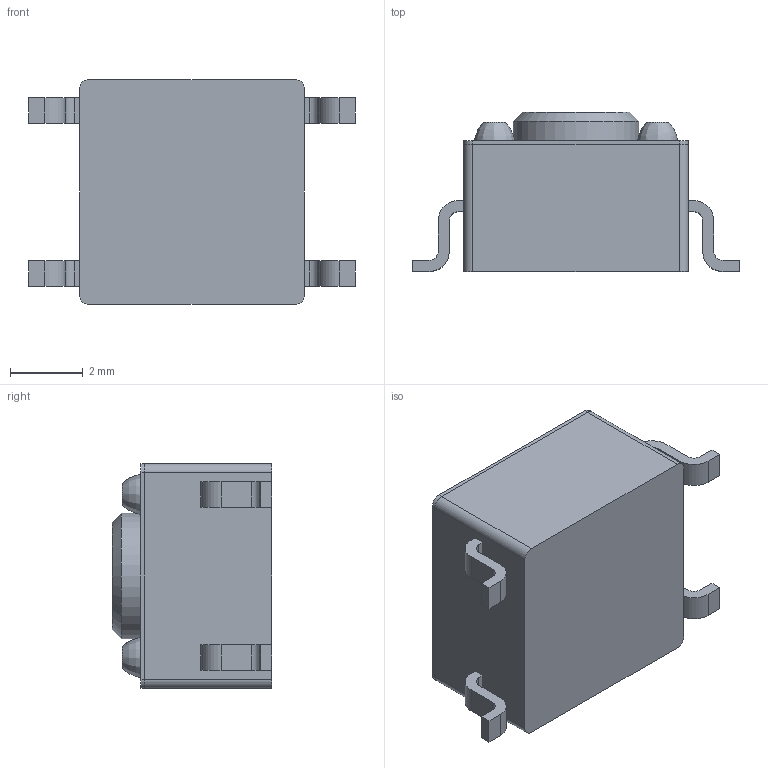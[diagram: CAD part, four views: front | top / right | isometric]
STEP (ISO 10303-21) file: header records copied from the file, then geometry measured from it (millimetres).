
FILE_DESCRIPTION( ( 'STEP AP214' ), '1' );
FILE_NAME( 'HP0315AFKP2.stp', '2021-01-26T08:17:15', ( 'License CC BY-ND 4.0' ), ( 'CADENAS' ), ' ', 'PARTsolutions', ' ' );
FILE_SCHEMA( ( 'AUTOMOTIVE_DESIGN { 1 0 10303 214 1 1 1 1 }' ) );
Length unit declared in the file: inch
Products named in the file (5): HP0315AFKP2; _hp03-body; _hp03-cap; _hp03-button; _hp03-pinn-P2
Assembly tree (7 placements, depth 2):
  HP0315AFKP2
    _hp03-body
    _hp03-cap
    _hp03-button
    _hp03-pinn-P2  x4
Bounding box: 8.99 x 4.39 x 6.2 mm (x, y, z)
Volume: 150 mm3; surface area: 283.3 mm2
Topology: 7 solids, 7 shells, 89 faces, 214 edges, 143 vertices
Faces by surface type: plane 58, cylinder 26, bspline 4, cone 1
Full cylindrical faces by diameter (mm): 3.454 x1, 3.505 x1
Entity records: 1854 total; most frequent: CARTESIAN_POINT 329, DIRECTION 236, ORIENTED_EDGE 194, EDGE_CURVE 97, AXIS2_PLACEMENT_3D 88, VERTEX_POINT 69, EDGE_LOOP 60, LINE 60
